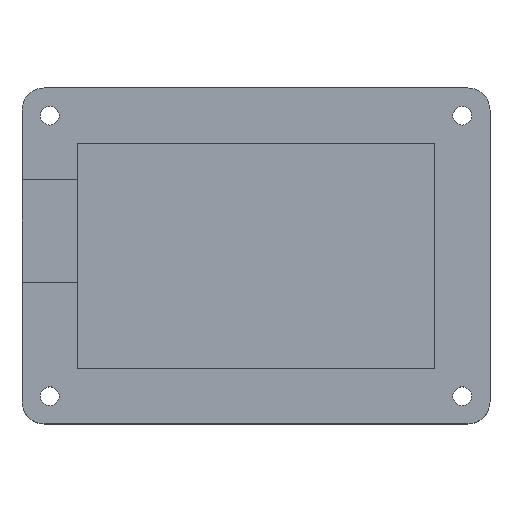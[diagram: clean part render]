
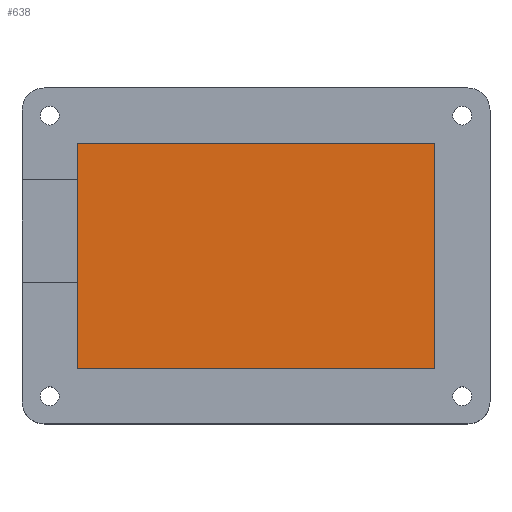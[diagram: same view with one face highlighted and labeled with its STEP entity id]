
A CAD part, top view. The second image highlights one B-rep face of the part: STEP entity #638.
In plain terms, the highlighted planar face has unit normal (0, 0, 1).
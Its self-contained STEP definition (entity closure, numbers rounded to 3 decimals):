
#40=PLANE('',#719);
#85=LINE('',#1085,#137);
#86=LINE('',#1087,#138);
#87=LINE('',#1089,#139);
#88=LINE('',#1090,#140);
#137=VECTOR('',#885,10.);
#138=VECTOR('',#886,10.);
#139=VECTOR('',#887,10.);
#140=VECTOR('',#888,10.);
#190=FACE_OUTER_BOUND('',#236,.T.);
#236=EDGE_LOOP('',(#549,#550,#551,#552));
#337=VERTEX_POINT('',#1083);
#338=VERTEX_POINT('',#1084);
#339=VERTEX_POINT('',#1086);
#340=VERTEX_POINT('',#1088);
#413=EDGE_CURVE('',#337,#338,#85,.T.);
#414=EDGE_CURVE('',#339,#337,#86,.T.);
#415=EDGE_CURVE('',#340,#339,#87,.T.);
#416=EDGE_CURVE('',#338,#340,#88,.T.);
#549=ORIENTED_EDGE('',*,*,#413,.F.);
#550=ORIENTED_EDGE('',*,*,#414,.F.);
#551=ORIENTED_EDGE('',*,*,#415,.F.);
#552=ORIENTED_EDGE('',*,*,#416,.F.);
#638=ADVANCED_FACE('',(#190),#40,.T.);
#719=AXIS2_PLACEMENT_3D('',#1082,#883,#884);
#883=DIRECTION('center_axis',(0.,0.,1.));
#884=DIRECTION('ref_axis',(1.,0.,0.));
#885=DIRECTION('',(-1.,0.,0.));
#886=DIRECTION('',(0.,-1.,0.));
#887=DIRECTION('',(1.,0.,0.));
#888=DIRECTION('',(0.,1.,0.));
#1082=CARTESIAN_POINT('Origin',(32.2,-20.3,3.));
#1083=CARTESIAN_POINT('',(64.4,-40.6,3.));
#1084=CARTESIAN_POINT('',(0.,-40.6,3.));
#1085=CARTESIAN_POINT('',(48.3,-40.6,3.));
#1086=CARTESIAN_POINT('',(64.4,0.,3.));
#1087=CARTESIAN_POINT('',(64.4,-10.15,3.));
#1088=CARTESIAN_POINT('',(0.,0.,3.));
#1089=CARTESIAN_POINT('',(16.1,0.,3.));
#1090=CARTESIAN_POINT('',(0.,-30.45,3.));
